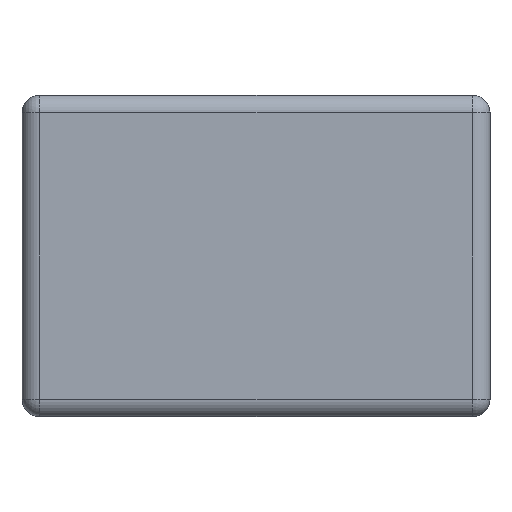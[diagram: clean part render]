
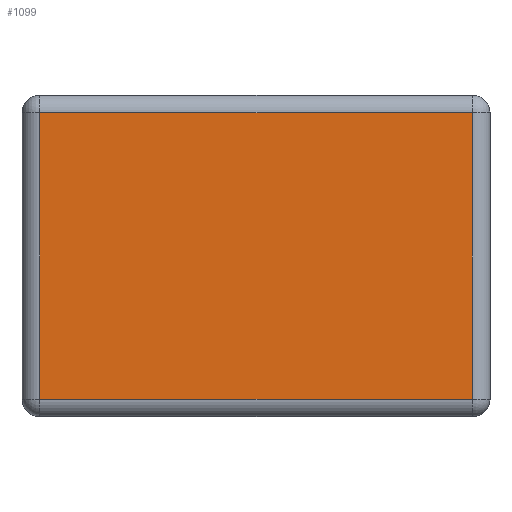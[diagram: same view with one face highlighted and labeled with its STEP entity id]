
A CAD part, left-side view. The second image highlights one B-rep face of the part: STEP entity #1099.
In plain terms, the highlighted planar face has unit normal (-1, 0, 0).
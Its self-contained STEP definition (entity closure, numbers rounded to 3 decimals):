
#204 = CARTESIAN_POINT ( 'NONE',  ( -0.8, 0.4, -0.52 ) ) ;
#219 = CARTESIAN_POINT ( 'NONE',  ( -0.8, -0.37, -0.52 ) ) ;
#251 = EDGE_LOOP ( 'NONE', ( #1300, #1629, #627, #417 ) ) ;
#257 = VECTOR ( 'NONE', #615, 1000. ) ;
#303 = FACE_OUTER_BOUND ( 'NONE', #251, .T. ) ;
#354 = DIRECTION ( 'NONE',  ( 0., 1., 0. ) ) ;
#376 = CARTESIAN_POINT ( 'NONE',  ( -0.8, 0.37, -0.55 ) ) ;
#404 = EDGE_CURVE ( 'NONE', #933, #1307, #1608, .T. ) ;
#417 = ORIENTED_EDGE ( 'NONE', *, *, #404, .T. ) ;
#463 = EDGE_CURVE ( 'NONE', #1143, #1061, #1225, .T. ) ;
#559 = PLANE ( 'NONE',  #897 ) ;
#615 = DIRECTION ( 'NONE',  ( 0., 0., -1. ) ) ;
#627 = ORIENTED_EDGE ( 'NONE', *, *, #770, .T. ) ;
#698 = DIRECTION ( 'NONE',  ( 0., -1., 0. ) ) ;
#762 = VECTOR ( 'NONE', #354, 1000. ) ;
#770 = EDGE_CURVE ( 'NONE', #1061, #933, #1442, .T. ) ;
#811 = CARTESIAN_POINT ( 'NONE',  ( -0.8, 0.37, -0.52 ) ) ;
#897 = AXIS2_PLACEMENT_3D ( 'NONE', #1441, #1316, #1433 ) ;
#933 = VERTEX_POINT ( 'NONE', #1495 ) ;
#977 = LINE ( 'NONE', #376, #257 ) ;
#988 = CARTESIAN_POINT ( 'NONE',  ( -0.8, 0.4, -0.03 ) ) ;
#1039 = EDGE_CURVE ( 'NONE', #1307, #1143, #977, .T. ) ;
#1061 = VERTEX_POINT ( 'NONE', #219 ) ;
#1099 = ADVANCED_FACE ( 'NONE', ( #303 ), #559, .F. ) ;
#1143 = VERTEX_POINT ( 'NONE', #811 ) ;
#1214 = VECTOR ( 'NONE', #698, 1000. ) ;
#1225 = LINE ( 'NONE', #204, #1214 ) ;
#1257 = VECTOR ( 'NONE', #1412, 1000. ) ;
#1300 = ORIENTED_EDGE ( 'NONE', *, *, #1039, .T. ) ;
#1307 = VERTEX_POINT ( 'NONE', #1461 ) ;
#1316 = DIRECTION ( 'NONE',  ( 1., 0., 0. ) ) ;
#1412 = DIRECTION ( 'NONE',  ( 0., 0., 1. ) ) ;
#1433 = DIRECTION ( 'NONE',  ( 0., 0., -1. ) ) ;
#1441 = CARTESIAN_POINT ( 'NONE',  ( -0.8, 0.4, -0.55 ) ) ;
#1442 = LINE ( 'NONE', #1562, #1257 ) ;
#1461 = CARTESIAN_POINT ( 'NONE',  ( -0.8, 0.37, -0.03 ) ) ;
#1495 = CARTESIAN_POINT ( 'NONE',  ( -0.8, -0.37, -0.03 ) ) ;
#1562 = CARTESIAN_POINT ( 'NONE',  ( -0.8, -0.37, -0.55 ) ) ;
#1608 = LINE ( 'NONE', #988, #762 ) ;
#1629 = ORIENTED_EDGE ( 'NONE', *, *, #463, .T. ) ;
